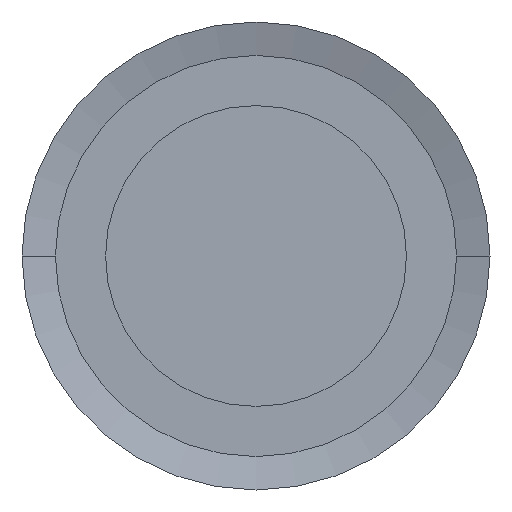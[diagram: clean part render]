
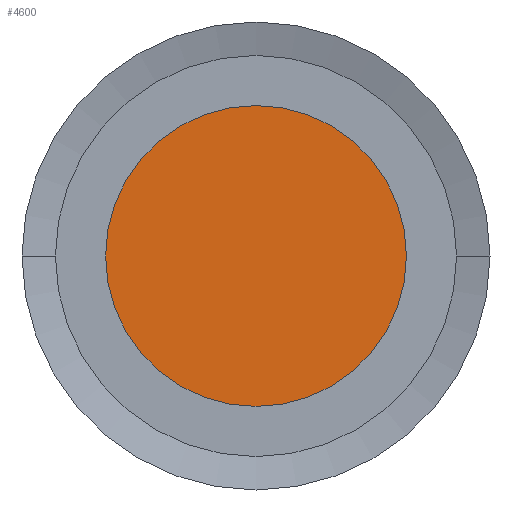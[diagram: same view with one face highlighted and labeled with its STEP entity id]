
A CAD part, left-side view. The second image highlights one B-rep face of the part: STEP entity #4600.
In plain terms, the highlighted planar face has unit normal (-1, 0, 0).
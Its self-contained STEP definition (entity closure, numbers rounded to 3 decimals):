
#4575=CARTESIAN_POINT('',(0.,0.,0.));
#4576=DIRECTION('',(1.,0.,0.));
#4577=DIRECTION('',(0.,0.,-1.));
#4578=AXIS2_PLACEMENT_3D('',#4575,#4576,#4577);
#4579=PLANE('',#4578);
#4580=CARTESIAN_POINT('',(0.,0.,9.));
#4581=VERTEX_POINT('',#4580);
#4582=CARTESIAN_POINT('',(0.,-0.,-9.));
#4583=VERTEX_POINT('',#4582);
#4584=CARTESIAN_POINT('',(0.,0.,0.));
#4585=DIRECTION('',(1.,0.,0.));
#4586=DIRECTION('',(0.,0.,-1.));
#4587=AXIS2_PLACEMENT_3D('',#4584,#4585,#4586);
#4588=CIRCLE('',#4587,9.);
#4589=EDGE_CURVE('',#4581,#4583,#4588,.T.);
#4590=ORIENTED_EDGE('',*,*,#4589,.F.);
#4591=CARTESIAN_POINT('',(0.,0.,0.));
#4592=DIRECTION('',(1.,0.,0.));
#4593=DIRECTION('',(0.,0.,-1.));
#4594=AXIS2_PLACEMENT_3D('',#4591,#4592,#4593);
#4595=CIRCLE('',#4594,9.);
#4596=EDGE_CURVE('',#4583,#4581,#4595,.T.);
#4597=ORIENTED_EDGE('',*,*,#4596,.F.);
#4598=EDGE_LOOP('',(#4590,#4597));
#4599=FACE_BOUND('',#4598,.T.);
#4600=ADVANCED_FACE('',(#4599),#4579,.F.);
